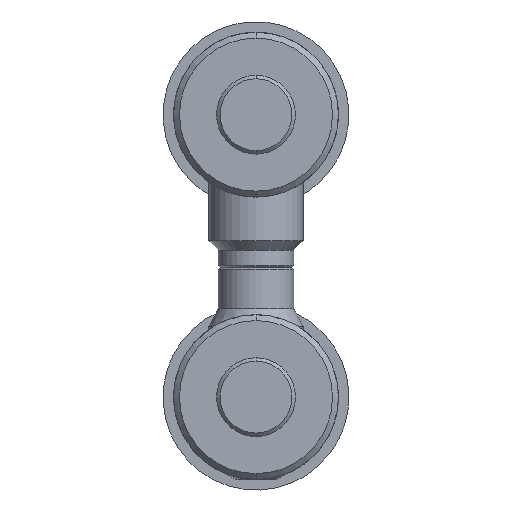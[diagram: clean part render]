
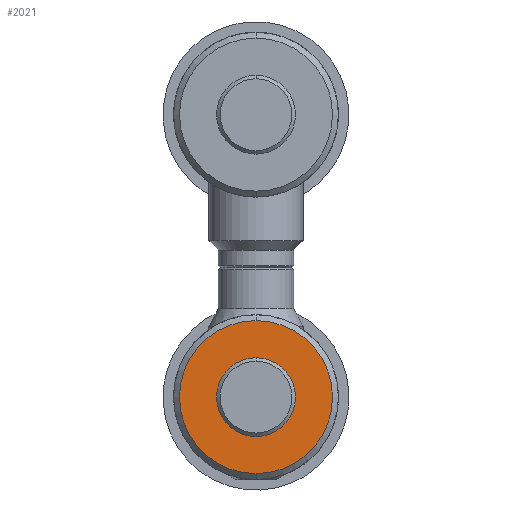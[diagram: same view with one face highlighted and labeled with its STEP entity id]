
A CAD part, front view. The second image highlights one B-rep face of the part: STEP entity #2021.
In plain terms, the highlighted planar face has unit normal (0, -1, 0).
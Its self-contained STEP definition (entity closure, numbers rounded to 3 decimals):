
#31 = FACE_OUTER_BOUND ( 'NONE', #4475, .T. ) ;
#32 = ORIENTED_EDGE ( 'NONE', *, *, #2656, .F. ) ;
#150 = ORIENTED_EDGE ( 'NONE', *, *, #4938, .T. ) ;
#412 = VERTEX_POINT ( 'NONE', #1101 ) ;
#503 = CIRCLE ( 'NONE', #3253, 3.35 ) ;
#1101 = CARTESIAN_POINT ( 'NONE',  ( 0., 1.4, -6.5 ) ) ;
#1224 = VERTEX_POINT ( 'NONE', #2739 ) ;
#1372 = DIRECTION ( 'NONE',  ( 0., 0., 1. ) ) ;
#1401 = DIRECTION ( 'NONE',  ( 0., -1., 0. ) ) ;
#1887 = EDGE_CURVE ( 'NONE', #1224, #3761, #4366, .T. ) ;
#2021 = ADVANCED_FACE ( 'NONE', ( #31, #2651 ), #5531, .F. ) ;
#2060 = EDGE_CURVE ( 'NONE', #6618, #412, #6626, .T. ) ;
#2087 = DIRECTION ( 'NONE',  ( 0., -1., 0. ) ) ;
#2369 = CARTESIAN_POINT ( 'NONE',  ( 0., 1.4, 0. ) ) ;
#2651 = FACE_BOUND ( 'NONE', #3145, .T. ) ;
#2656 = EDGE_CURVE ( 'NONE', #3761, #1224, #503, .T. ) ;
#2658 = CARTESIAN_POINT ( 'NONE',  ( 0., 1.4, 0. ) ) ;
#2739 = CARTESIAN_POINT ( 'NONE',  ( 0., 1.4, -3.35 ) ) ;
#2887 = DIRECTION ( 'NONE',  ( 0., 0., -1. ) ) ;
#3145 = EDGE_LOOP ( 'NONE', ( #5409, #32 ) ) ;
#3171 = CARTESIAN_POINT ( 'NONE',  ( 0., 1.4, 3.35 ) ) ;
#3190 = DIRECTION ( 'NONE',  ( 0., 0., -1. ) ) ;
#3253 = AXIS2_PLACEMENT_3D ( 'NONE', #2658, #6312, #3190 ) ;
#3441 = CARTESIAN_POINT ( 'NONE',  ( -3.35, 1.4, 0. ) ) ;
#3761 = VERTEX_POINT ( 'NONE', #3171 ) ;
#4040 = AXIS2_PLACEMENT_3D ( 'NONE', #3441, #4492, #1372 ) ;
#4366 = CIRCLE ( 'NONE', #6282, 3.35 ) ;
#4393 = AXIS2_PLACEMENT_3D ( 'NONE', #4517, #1401, #5025 ) ;
#4402 = CARTESIAN_POINT ( 'NONE',  ( 0., 1.4, 6.5 ) ) ;
#4475 = EDGE_LOOP ( 'NONE', ( #5499, #150 ) ) ;
#4492 = DIRECTION ( 'NONE',  ( 0., 1., 0. ) ) ;
#4517 = CARTESIAN_POINT ( 'NONE',  ( 0., 1.4, 0. ) ) ;
#4938 = EDGE_CURVE ( 'NONE', #412, #6618, #6730, .T. ) ;
#5025 = DIRECTION ( 'NONE',  ( 0., 0., 1. ) ) ;
#5192 = CARTESIAN_POINT ( 'NONE',  ( 0., 1.4, 0. ) ) ;
#5345 = AXIS2_PLACEMENT_3D ( 'NONE', #5192, #2087, #5747 ) ;
#5409 = ORIENTED_EDGE ( 'NONE', *, *, #1887, .F. ) ;
#5499 = ORIENTED_EDGE ( 'NONE', *, *, #2060, .T. ) ;
#5531 = PLANE ( 'NONE',  #4040 ) ;
#5747 = DIRECTION ( 'NONE',  ( 0., 0., 1. ) ) ;
#6033 = DIRECTION ( 'NONE',  ( 0., -1., 0. ) ) ;
#6282 = AXIS2_PLACEMENT_3D ( 'NONE', #2369, #6033, #2887 ) ;
#6312 = DIRECTION ( 'NONE',  ( 0., -1., 0. ) ) ;
#6618 = VERTEX_POINT ( 'NONE', #4402 ) ;
#6626 = CIRCLE ( 'NONE', #4393, 6.5 ) ;
#6730 = CIRCLE ( 'NONE', #5345, 6.5 ) ;
